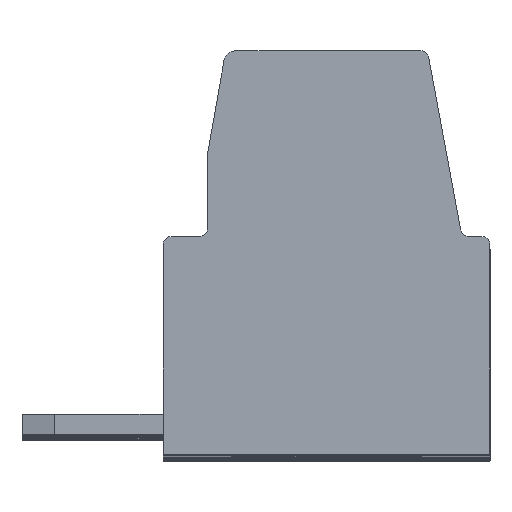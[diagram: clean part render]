
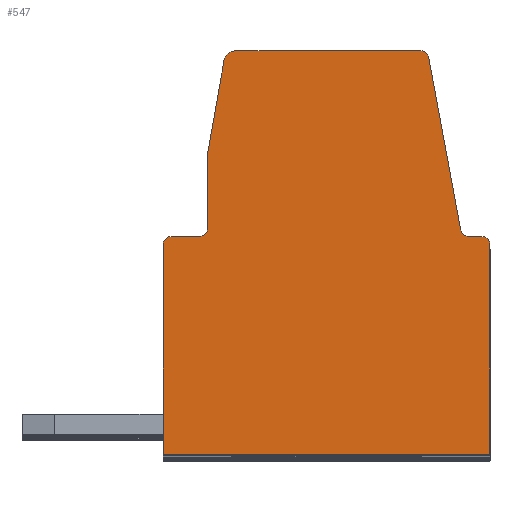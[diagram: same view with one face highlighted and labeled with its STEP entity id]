
A CAD part, top view. The second image highlights one B-rep face of the part: STEP entity #547.
In plain terms, the highlighted planar face has unit normal (0, 0, 1).
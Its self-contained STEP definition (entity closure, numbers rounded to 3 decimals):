
#547 = ADVANCED_FACE( '', ( #1089 ), #1090, .F. );
#1089 = FACE_OUTER_BOUND( '', #1663, .T. );
#1090 = PLANE( '', #1664 );
#1663 = EDGE_LOOP( '', ( #2844, #2845, #2846, #2847, #2848, #2849, #2850, #2851, #2852, #2853, #2854, #2855, #2856, #2857, #2858 ) );
#1664 = AXIS2_PLACEMENT_3D( '', #2859, #2860, #2861 );
#2844 = ORIENTED_EDGE( '', *, *, #3720, .T. );
#2845 = ORIENTED_EDGE( '', *, *, #4103, .T. );
#2846 = ORIENTED_EDGE( '', *, *, #3924, .F. );
#2847 = ORIENTED_EDGE( '', *, *, #4174, .T. );
#2848 = ORIENTED_EDGE( '', *, *, #3799, .T. );
#2849 = ORIENTED_EDGE( '', *, *, #4175, .T. );
#2850 = ORIENTED_EDGE( '', *, *, #4114, .T. );
#2851 = ORIENTED_EDGE( '', *, *, #3886, .T. );
#2852 = ORIENTED_EDGE( '', *, *, #3977, .F. );
#2853 = ORIENTED_EDGE( '', *, *, #4142, .T. );
#2854 = ORIENTED_EDGE( '', *, *, #4025, .F. );
#2855 = ORIENTED_EDGE( '', *, *, #4176, .T. );
#2856 = ORIENTED_EDGE( '', *, *, #3746, .T. );
#2857 = ORIENTED_EDGE( '', *, *, #4152, .T. );
#2858 = ORIENTED_EDGE( '', *, *, #4177, .F. );
#2859 = CARTESIAN_POINT( '', ( 1.014, -4.4, 0. ) );
#2860 = DIRECTION( '', ( 0., 0., -1. ) );
#2861 = DIRECTION( '', ( 0., 1., 0. ) );
#3720 = EDGE_CURVE( '', #4456, #4454, #4457, .T. );
#3746 = EDGE_CURVE( '', #4496, #4500, #4502, .T. );
#3799 = EDGE_CURVE( '', #4597, #4595, #4598, .T. );
#3886 = EDGE_CURVE( '', #4744, #4742, #4745, .T. );
#3924 = EDGE_CURVE( '', #4805, #4807, #4808, .T. );
#3977 = EDGE_CURVE( '', #4884, #4742, #4886, .T. );
#4025 = EDGE_CURVE( '', #4962, #4964, #4965, .T. );
#4103 = EDGE_CURVE( '', #4454, #4807, #5085, .T. );
#4114 = EDGE_CURVE( '', #5098, #4744, #5099, .T. );
#4142 = EDGE_CURVE( '', #4884, #4964, #5137, .T. );
#4152 = EDGE_CURVE( '', #4500, #5151, #5153, .T. );
#4174 = EDGE_CURVE( '', #4805, #4597, #5179, .T. );
#4175 = EDGE_CURVE( '', #4595, #5098, #5180, .T. );
#4176 = EDGE_CURVE( '', #4962, #4496, #5181, .T. );
#4177 = EDGE_CURVE( '', #4456, #5151, #5182, .T. );
#4454 = VERTEX_POINT( '', #5525 );
#4456 = VERTEX_POINT( '', #5528 );
#4457 = LINE( '', #5529, #5530 );
#4496 = VERTEX_POINT( '', #5585 );
#4500 = VERTEX_POINT( '', #5590 );
#4502 = CIRCLE( '', #5593, 0.2 );
#4595 = VERTEX_POINT( '', #5724 );
#4597 = VERTEX_POINT( '', #5727 );
#4598 = CIRCLE( '', #5728, 0.2 );
#4742 = VERTEX_POINT( '', #5937 );
#4744 = VERTEX_POINT( '', #5940 );
#4745 = LINE( '', #5941, #5942 );
#4805 = VERTEX_POINT( '', #6028 );
#4807 = VERTEX_POINT( '', #6031 );
#4808 = CIRCLE( '', #6032, 0.2 );
#4884 = VERTEX_POINT( '', #6140 );
#4886 = CIRCLE( '', #6143, 0.2 );
#4962 = VERTEX_POINT( '', #6246 );
#4964 = VERTEX_POINT( '', #6249 );
#4965 = CIRCLE( '', #6250, 0.2 );
#5085 = LINE( '', #6419, #6420 );
#5098 = VERTEX_POINT( '', #6440 );
#5099 = LINE( '', #6441, #6442 );
#5137 = LINE( '', #6498, #6499 );
#5151 = VERTEX_POINT( '', #6517 );
#5153 = LINE( '', #6520, #6521 );
#5179 = LINE( '', #6560, #6561 );
#5180 = LINE( '', #6562, #6563 );
#5181 = LINE( '', #6564, #6565 );
#5182 = CIRCLE( '', #6566, 0.3 );
#5525 = CARTESIAN_POINT( '', ( -6.796, 7.448, 0. ) );
#5528 = CARTESIAN_POINT( '', ( -6.39, 9.752, 0. ) );
#5529 = CARTESIAN_POINT( '', ( -11.36, -18.438, 0. ) );
#5530 = VECTOR( '', #6944, 1000. );
#5585 = CARTESIAN_POINT( '', ( -1.316, 9.836, 0. ) );
#5590 = CARTESIAN_POINT( '', ( -1.512, 10., 0. ) );
#5593 = AXIS2_PLACEMENT_3D( '', #6969, #6970, #6971 );
#5724 = CARTESIAN_POINT( '', ( -7.896, 5.2, 0. ) );
#5727 = CARTESIAN_POINT( '', ( -7.696, 5.4, 0. ) );
#5728 = AXIS2_PLACEMENT_3D( '', #7020, #7021, #7022 );
#5937 = CARTESIAN_POINT( '', ( 0.204, 5.2, 0. ) );
#5940 = CARTESIAN_POINT( '', ( 0.204, 0., 0. ) );
#5941 = CARTESIAN_POINT( '', ( 0.204, -18.438, 0. ) );
#5942 = VECTOR( '', #7119, 1000. );
#6028 = CARTESIAN_POINT( '', ( -6.996, 5.4, 0. ) );
#6031 = CARTESIAN_POINT( '', ( -6.796, 5.6, 0. ) );
#6032 = AXIS2_PLACEMENT_3D( '', #7156, #7157, #7158 );
#6140 = CARTESIAN_POINT( '', ( 0.004, 5.4, 0. ) );
#6143 = AXIS2_PLACEMENT_3D( '', #7210, #7211, #7212 );
#6246 = CARTESIAN_POINT( '', ( -0.524, 5.564, 0. ) );
#6249 = CARTESIAN_POINT( '', ( -0.327, 5.4, 0. ) );
#6250 = AXIS2_PLACEMENT_3D( '', #7265, #7266, #7267 );
#6419 = CARTESIAN_POINT( '', ( -6.796, -18.438, 0. ) );
#6420 = VECTOR( '', #7347, 1000. );
#6440 = CARTESIAN_POINT( '', ( -7.896, 0., 0. ) );
#6441 = CARTESIAN_POINT( '', ( -16.21, 0., 0. ) );
#6442 = VECTOR( '', #7355, 1000. );
#6498 = CARTESIAN_POINT( '', ( -16.21, 5.4, 0. ) );
#6499 = VECTOR( '', #7377, 1000. );
#6517 = CARTESIAN_POINT( '', ( -6.094, 10., 0. ) );
#6520 = CARTESIAN_POINT( '', ( -16.21, 10., 0. ) );
#6521 = VECTOR( '', #7386, 1000. );
#6560 = CARTESIAN_POINT( '', ( -16.21, 5.4, 0. ) );
#6561 = VECTOR( '', #7400, 1000. );
#6562 = CARTESIAN_POINT( '', ( -7.896, -18.438, 0. ) );
#6563 = VECTOR( '', #7401, 1000. );
#6564 = CARTESIAN_POINT( '', ( 3.925, -18.438, 0. ) );
#6565 = VECTOR( '', #7402, 1000. );
#6566 = AXIS2_PLACEMENT_3D( '', #7403, #7404, #7405 );
#6944 = DIRECTION( '', ( -0.174, -0.985, 0. ) );
#6969 = CARTESIAN_POINT( '', ( -1.512, 9.8, 0. ) );
#6970 = DIRECTION( '', ( 0., 0., 1. ) );
#6971 = DIRECTION( '', ( 1., 0., 0. ) );
#7020 = CARTESIAN_POINT( '', ( -7.696, 5.2, 0. ) );
#7021 = DIRECTION( '', ( 0., 0., 1. ) );
#7022 = DIRECTION( '', ( 1., 0., 0. ) );
#7119 = DIRECTION( '', ( 0., 1., 0. ) );
#7156 = CARTESIAN_POINT( '', ( -6.996, 5.6, 0. ) );
#7157 = DIRECTION( '', ( 0., 0., 1. ) );
#7158 = DIRECTION( '', ( 1., 0., 0. ) );
#7210 = CARTESIAN_POINT( '', ( 0.004, 5.2, 0. ) );
#7211 = DIRECTION( '', ( 0., 0., -1. ) );
#7212 = DIRECTION( '', ( -1., 0., 0. ) );
#7265 = CARTESIAN_POINT( '', ( -0.327, 5.6, 0. ) );
#7266 = DIRECTION( '', ( 0., 0., 1. ) );
#7267 = DIRECTION( '', ( 1., 0., 0. ) );
#7347 = DIRECTION( '', ( 0., -1., 0. ) );
#7355 = DIRECTION( '', ( 1., 0., 0. ) );
#7377 = DIRECTION( '', ( -1., 0., 0. ) );
#7386 = DIRECTION( '', ( -1., 0., 0. ) );
#7400 = DIRECTION( '', ( -1., 0., 0. ) );
#7401 = DIRECTION( '', ( 0., -1., 0. ) );
#7402 = DIRECTION( '', ( -0.182, 0.983, 0. ) );
#7403 = CARTESIAN_POINT( '', ( -6.094, 9.7, 0. ) );
#7404 = DIRECTION( '', ( 0., 0., -1. ) );
#7405 = DIRECTION( '', ( -1., 0., 0. ) );
